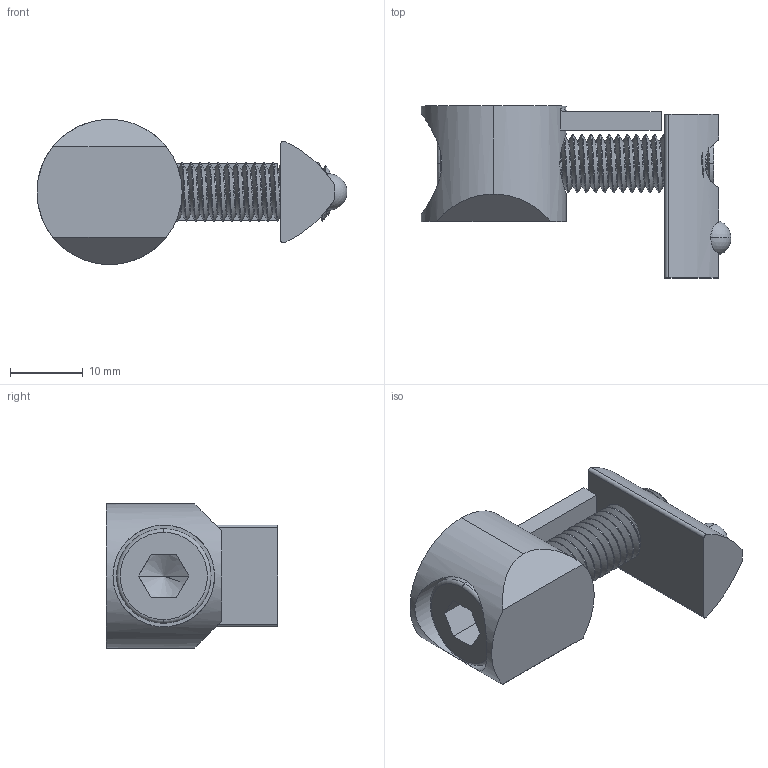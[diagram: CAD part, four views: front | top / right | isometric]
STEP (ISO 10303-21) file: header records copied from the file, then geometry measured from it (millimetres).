
FILE_DESCRIPTION (( 'STEP AP203' ), '1' );
FILE_NAME ('3903.008.900.STEP', '2024-06-20T01:44:24', ( '' ), ( '' ), 'SwSTEP 2.0', 'SolidWorks 2023', '' );
FILE_SCHEMA (( 'CONFIG_CONTROL_DESIGN' ));
Length unit declared in the file: millimetre
Products named in the file (7): 2210.008; D5弹簧; 3903.008.900; 3903.008.002; M8x30; D5弹珠
Assembly tree (6 placements, depth 3):
  3903.008.900
    3903.008.002
    M8x30
    2210.008
      2210.008
      D5弹簧
      D5弹珠
Bounding box: 42.6 x 23.64 x 19.94 mm (x, y, z)
Volume: 6498.5 mm3; surface area: 5447.4 mm2
Topology: 5 solids, 5 shells, 113 faces, 304 edges, 200 vertices
Faces by surface type: cylinder 64, plane 30, sphere 6, cone 5, bspline 5, torus 3
Entity records: 10028 total; most frequent: CARTESIAN_POINT 6818, ORIENTED_EDGE 594, DIRECTION 456, EDGE_CURVE 297, VERTEX_POINT 197, AXIS2_PLACEMENT_3D 175, EDGE_LOOP 120, FACE_OUTER_BOUND 113
